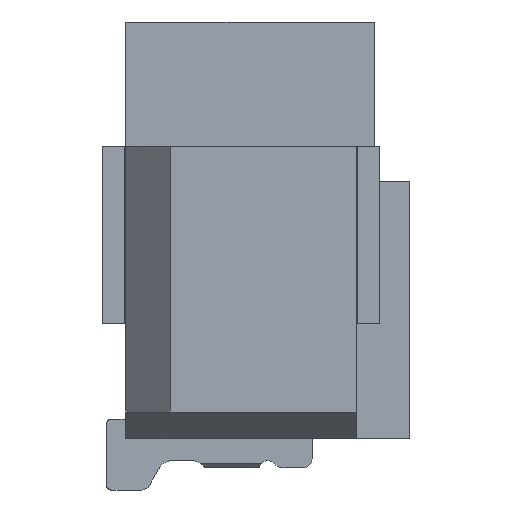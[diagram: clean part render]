
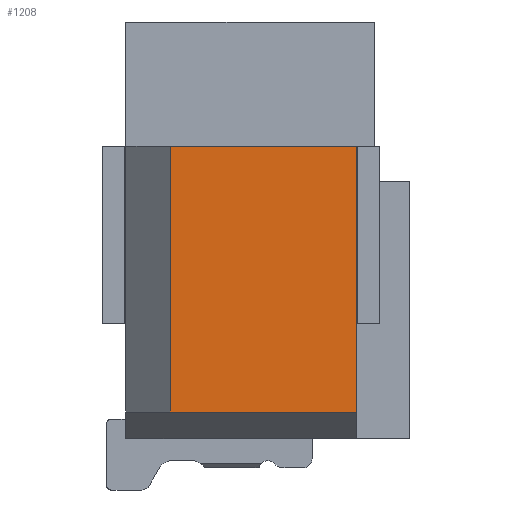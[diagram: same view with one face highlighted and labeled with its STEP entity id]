
A CAD part, left-side view. The second image highlights one B-rep face of the part: STEP entity #1208.
In plain terms, the highlighted planar face has unit normal (-1, 0, 0).
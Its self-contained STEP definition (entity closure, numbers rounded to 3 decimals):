
#1169=CARTESIAN_POINT('',(-11.175,-0.1,1.8));
#1170=DIRECTION('',(0.,0.,-1.));
#1171=DIRECTION('',(-1.,-0.,-0.));
#1172=AXIS2_PLACEMENT_3D('',#1169,#1171,#1170);
#1173=PLANE('',#1172);
#1174=CARTESIAN_POINT('',(-11.175,-1.4,0.3));
#1175=VERTEX_POINT('',#1174);
#1176=CARTESIAN_POINT('',(-11.175,-1.4,3.3));
#1177=VERTEX_POINT('',#1176);
#1178=CARTESIAN_POINT('',(-11.175,-1.4,0.3));
#1179=DIRECTION('',(0.,0.,1.));
#1180=VECTOR('',#1179,3.);
#1181=LINE('',#1178,#1180);
#1182=EDGE_CURVE('',#1175,#1177,#1181,.T.);
#1183=ORIENTED_EDGE('',*,*,#1182,.T.);
#1184=CARTESIAN_POINT('',(-11.175,0.7,3.3));
#1185=VERTEX_POINT('',#1184);
#1186=CARTESIAN_POINT('',(-11.175,-1.4,3.3));
#1187=DIRECTION('',(0.,1.,0.));
#1188=VECTOR('',#1187,2.1);
#1189=LINE('',#1186,#1188);
#1190=EDGE_CURVE('',#1177,#1185,#1189,.T.);
#1191=ORIENTED_EDGE('',*,*,#1190,.T.);
#1192=CARTESIAN_POINT('',(-11.175,0.7,0.3));
#1193=VERTEX_POINT('',#1192);
#1194=CARTESIAN_POINT('',(-11.175,0.7,3.3));
#1195=DIRECTION('',(0.,0.,-1.));
#1196=VECTOR('',#1195,3.);
#1197=LINE('',#1194,#1196);
#1198=EDGE_CURVE('',#1185,#1193,#1197,.T.);
#1199=ORIENTED_EDGE('',*,*,#1198,.T.);
#1200=CARTESIAN_POINT('',(-11.175,0.7,0.3));
#1201=DIRECTION('',(0.,-1.,0.));
#1202=VECTOR('',#1201,2.1);
#1203=LINE('',#1200,#1202);
#1204=EDGE_CURVE('',#1193,#1175,#1203,.T.);
#1205=ORIENTED_EDGE('',*,*,#1204,.T.);
#1206=EDGE_LOOP('',(#1183,#1191,#1199,#1205));
#1207=FACE_OUTER_BOUND('',#1206,.T.);
#1208=ADVANCED_FACE('',(#1207),#1173,.T.);
